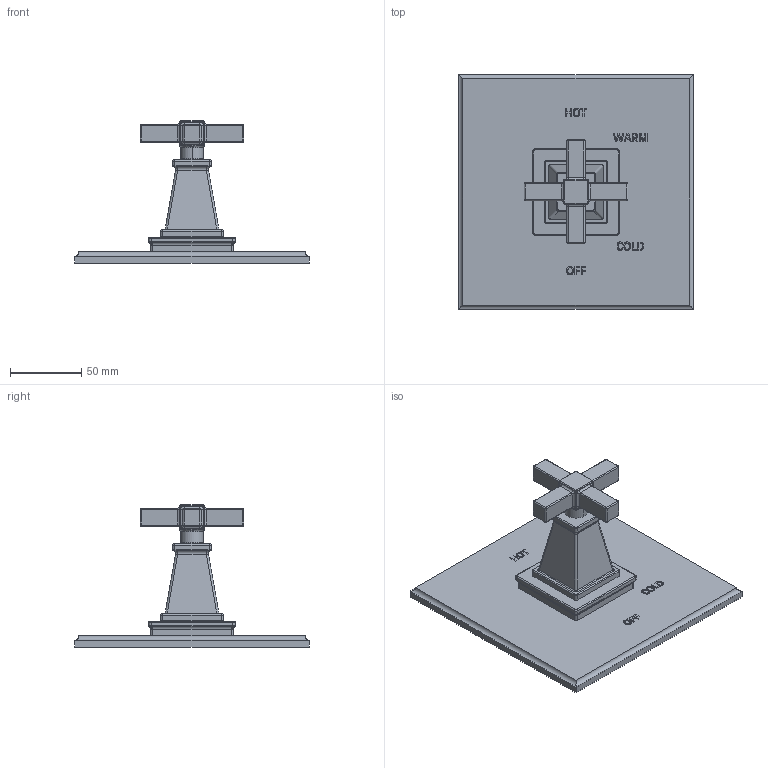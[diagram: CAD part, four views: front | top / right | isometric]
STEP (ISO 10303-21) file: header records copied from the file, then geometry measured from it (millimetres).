
FILE_DESCRIPTION((''),'2;1');
FILE_NAME('4-3154BP','2021-06-07T11:55:06',('jinson.thomas'),(''),'CREO PARAMETRIC BY PTC INC, 2018400','CREO PARAMETRIC BY PTC INC, 2018400','');
FILE_SCHEMA(('CONFIG_CONTROL_DESIGN'));
Length unit declared in the file: inch
Products named in the file (1): 4-3154BP
Bounding box: 165.1 x 165.1 x 100.11 mm (x, y, z)
Volume: 328302.6 mm3; surface area: 75987.3 mm2
Topology: 1 solids, 1 shells, 505 faces, 1212 edges, 739 vertices
Faces by surface type: plane 185, cylinder 128, extrusion 80, bspline 65, sphere 24, torus 23
Entity records: 17174 total; most frequent: CARTESIAN_POINT 6011, ORIENTED_EDGE 2424, DIRECTION 2045, EDGE_CURVE 1212, VERTEX_POINT 739, VECTOR 731, AXIS2_PLACEMENT_3D 657, LINE 651
